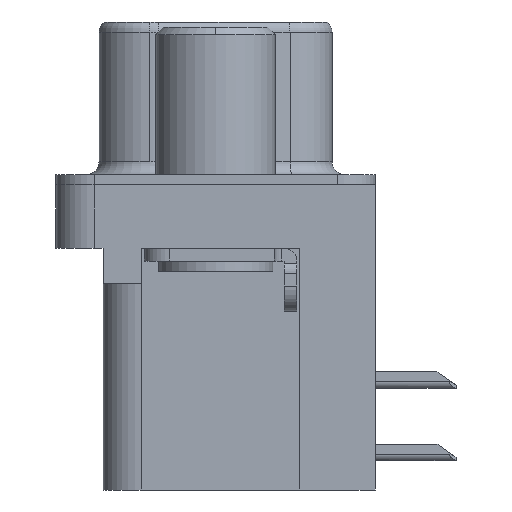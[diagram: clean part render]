
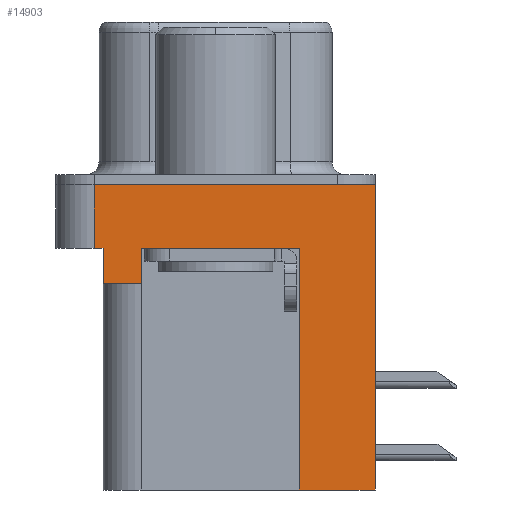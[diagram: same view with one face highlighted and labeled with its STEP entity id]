
A CAD part, left-side view. The second image highlights one B-rep face of the part: STEP entity #14903.
In plain terms, the highlighted planar face has unit normal (-1, 0, 0).
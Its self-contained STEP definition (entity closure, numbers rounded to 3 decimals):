
#131 = VERTEX_POINT ( 'NONE', #14968 ) ;
#372 = EDGE_CURVE ( 'NONE', #131, #7975, #6049, .T. ) ;
#491 = VECTOR ( 'NONE', #5905, 1000. ) ;
#881 = CARTESIAN_POINT ( 'NONE',  ( -2.91, -6.275, 0. ) ) ;
#994 = VERTEX_POINT ( 'NONE', #12019 ) ;
#1277 = ORIENTED_EDGE ( 'NONE', *, *, #11474, .F. ) ;
#1526 = EDGE_LOOP ( 'NONE', ( #4116, #7293, #13669, #4292, #13569, #9908, #11020, #14395, #1277, #5377 ) ) ;
#1566 = VECTOR ( 'NONE', #4031, 1000. ) ;
#1832 = DIRECTION ( 'NONE',  ( 0., 0., 1. ) ) ;
#1894 = VERTEX_POINT ( 'NONE', #16229 ) ;
#2488 = CARTESIAN_POINT ( 'NONE',  ( -2.91, 4.775, -2.5 ) ) ;
#2696 = CARTESIAN_POINT ( 'NONE',  ( -2.91, -6.275, 0. ) ) ;
#2849 = LINE ( 'NONE', #6837, #5818 ) ;
#2860 = LINE ( 'NONE', #3215, #6203 ) ;
#3040 = VECTOR ( 'NONE', #12316, 1000. ) ;
#3199 = VERTEX_POINT ( 'NONE', #3576 ) ;
#3215 = CARTESIAN_POINT ( 'NONE',  ( -2.91, 4.425, -3.9 ) ) ;
#3429 = EDGE_CURVE ( 'NONE', #3645, #5729, #2849, .T. ) ;
#3576 = CARTESIAN_POINT ( 'NONE',  ( -2.91, -3.295, -12. ) ) ;
#3599 = EDGE_CURVE ( 'NONE', #994, #14724, #7543, .T. ) ;
#3602 = VECTOR ( 'NONE', #7746, 1000. ) ;
#3609 = CARTESIAN_POINT ( 'NONE',  ( -2.91, 2.895, -3.9 ) ) ;
#3645 = VERTEX_POINT ( 'NONE', #14761 ) ;
#3686 = EDGE_CURVE ( 'NONE', #3199, #14724, #6002, .T. ) ;
#3702 = LINE ( 'NONE', #9100, #1566 ) ;
#3861 = EDGE_CURVE ( 'NONE', #7975, #8828, #10313, .T. ) ;
#3883 = EDGE_CURVE ( 'NONE', #4691, #8828, #4406, .T. ) ;
#4008 = VECTOR ( 'NONE', #11482, 1000. ) ;
#4031 = DIRECTION ( 'NONE',  ( 0., 1., 0. ) ) ;
#4116 = ORIENTED_EDGE ( 'NONE', *, *, #3861, .F. ) ;
#4130 = DIRECTION ( 'NONE',  ( 0., -1., 0. ) ) ;
#4292 = ORIENTED_EDGE ( 'NONE', *, *, #3429, .F. ) ;
#4406 = LINE ( 'NONE', #15272, #3602 ) ;
#4691 = VERTEX_POINT ( 'NONE', #6415 ) ;
#4929 = DIRECTION ( 'NONE',  ( 0., 0., 1. ) ) ;
#5377 = ORIENTED_EDGE ( 'NONE', *, *, #3883, .T. ) ;
#5729 = VERTEX_POINT ( 'NONE', #9517 ) ;
#5818 = VECTOR ( 'NONE', #1832, 1000. ) ;
#5905 = DIRECTION ( 'NONE',  ( 0., -1., 0. ) ) ;
#6002 = LINE ( 'NONE', #9833, #3040 ) ;
#6049 = LINE ( 'NONE', #2488, #11938 ) ;
#6203 = VECTOR ( 'NONE', #9492, 1000. ) ;
#6415 = CARTESIAN_POINT ( 'NONE',  ( -2.91, -6.275, -12. ) ) ;
#6642 = LINE ( 'NONE', #3609, #16252 ) ;
#6768 = EDGE_CURVE ( 'NONE', #1894, #3645, #2860, .T. ) ;
#6837 = CARTESIAN_POINT ( 'NONE',  ( -2.91, 4.425, -3.9 ) ) ;
#7075 = CARTESIAN_POINT ( 'NONE',  ( -2.91, -3.295, -2.5 ) ) ;
#7293 = ORIENTED_EDGE ( 'NONE', *, *, #372, .F. ) ;
#7404 = CARTESIAN_POINT ( 'NONE',  ( -2.91, -6.275, -2.5 ) ) ;
#7543 = LINE ( 'NONE', #15922, #491 ) ;
#7746 = DIRECTION ( 'NONE',  ( 0., 0., 1. ) ) ;
#7786 = AXIS2_PLACEMENT_3D ( 'NONE', #7404, #12471, #4929 ) ;
#7975 = VERTEX_POINT ( 'NONE', #13624 ) ;
#8362 = FACE_OUTER_BOUND ( 'NONE', #1526, .T. ) ;
#8828 = VERTEX_POINT ( 'NONE', #881 ) ;
#9100 = CARTESIAN_POINT ( 'NONE',  ( -2.91, -3.295, -12. ) ) ;
#9492 = DIRECTION ( 'NONE',  ( 0., 1., 0. ) ) ;
#9517 = CARTESIAN_POINT ( 'NONE',  ( -2.91, 4.425, -2.5 ) ) ;
#9833 = CARTESIAN_POINT ( 'NONE',  ( -2.91, -3.295, -12. ) ) ;
#9908 = ORIENTED_EDGE ( 'NONE', *, *, #13091, .T. ) ;
#9950 = PLANE ( 'NONE',  #7786 ) ;
#10144 = VECTOR ( 'NONE', #4130, 1000. ) ;
#10313 = LINE ( 'NONE', #2696, #4008 ) ;
#10412 = CARTESIAN_POINT ( 'NONE',  ( -2.91, -6.275, -2.5 ) ) ;
#11020 = ORIENTED_EDGE ( 'NONE', *, *, #3599, .T. ) ;
#11474 = EDGE_CURVE ( 'NONE', #4691, #3199, #3702, .T. ) ;
#11482 = DIRECTION ( 'NONE',  ( 0., -1., 0. ) ) ;
#11938 = VECTOR ( 'NONE', #16274, 1000. ) ;
#12019 = CARTESIAN_POINT ( 'NONE',  ( -2.91, 2.895, -2.5 ) ) ;
#12316 = DIRECTION ( 'NONE',  ( 0., 0., 1. ) ) ;
#12471 = DIRECTION ( 'NONE',  ( -1., 0., 0. ) ) ;
#13091 = EDGE_CURVE ( 'NONE', #1894, #994, #6642, .T. ) ;
#13480 = LINE ( 'NONE', #10412, #10144 ) ;
#13569 = ORIENTED_EDGE ( 'NONE', *, *, #6768, .F. ) ;
#13624 = CARTESIAN_POINT ( 'NONE',  ( -2.91, 4.775, 0. ) ) ;
#13669 = ORIENTED_EDGE ( 'NONE', *, *, #14470, .T. ) ;
#14395 = ORIENTED_EDGE ( 'NONE', *, *, #3686, .F. ) ;
#14470 = EDGE_CURVE ( 'NONE', #131, #5729, #13480, .T. ) ;
#14724 = VERTEX_POINT ( 'NONE', #7075 ) ;
#14761 = CARTESIAN_POINT ( 'NONE',  ( -2.91, 4.425, -3.9 ) ) ;
#14863 = DIRECTION ( 'NONE',  ( 0., 0., 1. ) ) ;
#14903 = ADVANCED_FACE ( 'NONE', ( #8362 ), #9950, .T. ) ;
#14968 = CARTESIAN_POINT ( 'NONE',  ( -2.91, 4.775, -2.5 ) ) ;
#15272 = CARTESIAN_POINT ( 'NONE',  ( -2.91, -6.275, -2.5 ) ) ;
#15922 = CARTESIAN_POINT ( 'NONE',  ( -2.91, -6.275, -2.5 ) ) ;
#16229 = CARTESIAN_POINT ( 'NONE',  ( -2.91, 2.895, -3.9 ) ) ;
#16252 = VECTOR ( 'NONE', #14863, 1000. ) ;
#16274 = DIRECTION ( 'NONE',  ( 0., 0., 1. ) ) ;
